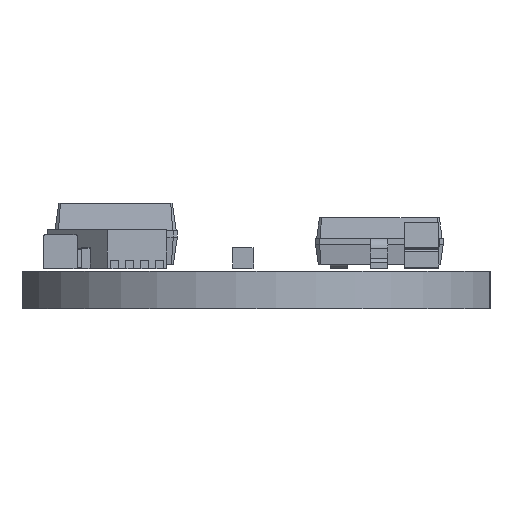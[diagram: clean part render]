
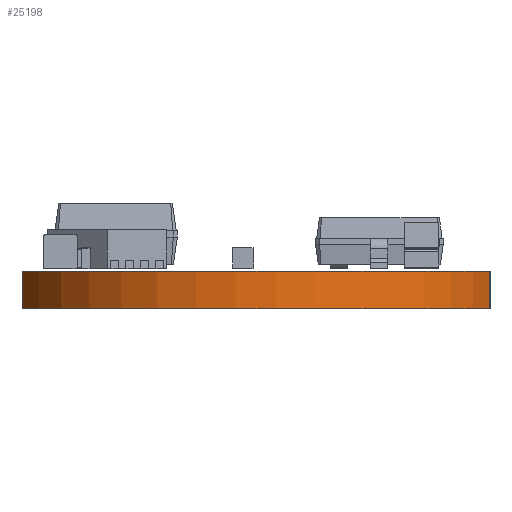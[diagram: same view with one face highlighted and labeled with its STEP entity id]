
A CAD part, left-side view. The second image highlights one B-rep face of the part: STEP entity #25198.
In plain terms, the highlighted cylindrical face has radius 5.843 mm (diameter 11.686 mm), a partial arc.
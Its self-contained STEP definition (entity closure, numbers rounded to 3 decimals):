
#25082 = EDGE_CURVE('',#25083,#25085,#25087,.T.);
#25083 = VERTEX_POINT('',#25084);
#25084 = CARTESIAN_POINT('',(-2.,-5.5,0.));
#25085 = VERTEX_POINT('',#25086);
#25086 = CARTESIAN_POINT('',(-2.,-5.5,0.89));
#25087 = SURFACE_CURVE('',#25088,(#25092,#25104),.PCURVE_S1.);
#25088 = LINE('',#25089,#25090);
#25089 = CARTESIAN_POINT('',(-2.,-5.5,0.));
#25090 = VECTOR('',#25091,1.);
#25091 = DIRECTION('',(0.,0.,1.));
#25092 = PCURVE('',#25093,#25098);
#25093 = PLANE('',#25094);
#25094 = AXIS2_PLACEMENT_3D('',#25095,#25096,#25097);
#25095 = CARTESIAN_POINT('',(-2.,-5.5,0.));
#25096 = DIRECTION('',(0.,1.,-0.));
#25097 = DIRECTION('',(1.,0.,0.));
#25098 = DEFINITIONAL_REPRESENTATION('',(#25099),#25103);
#25099 = LINE('',#25100,#25101);
#25100 = CARTESIAN_POINT('',(0.,0.));
#25101 = VECTOR('',#25102,1.);
#25102 = DIRECTION('',(0.,-1.));
#25103 = ( GEOMETRIC_REPRESENTATION_CONTEXT(2) 
PARAMETRIC_REPRESENTATION_CONTEXT() REPRESENTATION_CONTEXT('2D SPACE',''
  ) );
#25104 = PCURVE('',#25105,#25110);
#25105 = CYLINDRICAL_SURFACE('',#25106,5.843);
#25106 = AXIS2_PLACEMENT_3D('',#25107,#25108,#25109);
#25107 = CARTESIAN_POINT('',(-0.027,-0.,0.));
#25108 = DIRECTION('',(-0.,-0.,-1.));
#25109 = DIRECTION('',(1.,0.,-0.));
#25110 = DEFINITIONAL_REPRESENTATION('',(#25111),#25115);
#25111 = LINE('',#25112,#25113);
#25112 = CARTESIAN_POINT('',(-4.368,0.));
#25113 = VECTOR('',#25114,1.);
#25114 = DIRECTION('',(-0.,-1.));
#25115 = ( GEOMETRIC_REPRESENTATION_CONTEXT(2) 
PARAMETRIC_REPRESENTATION_CONTEXT() REPRESENTATION_CONTEXT('2D SPACE',''
  ) );
#25133 = PLANE('',#25134);
#25134 = AXIS2_PLACEMENT_3D('',#25135,#25136,#25137);
#25135 = CARTESIAN_POINT('',(4.888,0.,0.89));
#25136 = DIRECTION('',(0.,0.,1.));
#25137 = DIRECTION('',(1.,0.,-0.));
#25187 = PLANE('',#25188);
#25188 = AXIS2_PLACEMENT_3D('',#25189,#25190,#25191);
#25189 = CARTESIAN_POINT('',(4.888,0.,0.));
#25190 = DIRECTION('',(0.,0.,1.));
#25191 = DIRECTION('',(1.,0.,-0.));
#25198 = ADVANCED_FACE('',(#25199),#25105,.T.);
#25199 = FACE_BOUND('',#25200,.F.);
#25200 = EDGE_LOOP('',(#25201,#25231,#25253,#25254));
#25201 = ORIENTED_EDGE('',*,*,#25202,.T.);
#25202 = EDGE_CURVE('',#25203,#25205,#25207,.T.);
#25203 = VERTEX_POINT('',#25204);
#25204 = CARTESIAN_POINT('',(-2.,5.5,0.));
#25205 = VERTEX_POINT('',#25206);
#25206 = CARTESIAN_POINT('',(-2.,5.5,0.89));
#25207 = SURFACE_CURVE('',#25208,(#25212,#25219),.PCURVE_S1.);
#25208 = LINE('',#25209,#25210);
#25209 = CARTESIAN_POINT('',(-2.,5.5,0.));
#25210 = VECTOR('',#25211,1.);
#25211 = DIRECTION('',(0.,0.,1.));
#25212 = PCURVE('',#25105,#25213);
#25213 = DEFINITIONAL_REPRESENTATION('',(#25214),#25218);
#25214 = LINE('',#25215,#25216);
#25215 = CARTESIAN_POINT('',(-1.915,0.));
#25216 = VECTOR('',#25217,1.);
#25217 = DIRECTION('',(-0.,-1.));
#25218 = ( GEOMETRIC_REPRESENTATION_CONTEXT(2) 
PARAMETRIC_REPRESENTATION_CONTEXT() REPRESENTATION_CONTEXT('2D SPACE',''
  ) );
#25219 = PCURVE('',#25220,#25225);
#25220 = PLANE('',#25221);
#25221 = AXIS2_PLACEMENT_3D('',#25222,#25223,#25224);
#25222 = CARTESIAN_POINT('',(13.,5.5,0.));
#25223 = DIRECTION('',(0.,-1.,0.));
#25224 = DIRECTION('',(-1.,0.,0.));
#25225 = DEFINITIONAL_REPRESENTATION('',(#25226),#25230);
#25226 = LINE('',#25227,#25228);
#25227 = CARTESIAN_POINT('',(15.,0.));
#25228 = VECTOR('',#25229,1.);
#25229 = DIRECTION('',(0.,-1.));
#25230 = ( GEOMETRIC_REPRESENTATION_CONTEXT(2) 
PARAMETRIC_REPRESENTATION_CONTEXT() REPRESENTATION_CONTEXT('2D SPACE',''
  ) );
#25231 = ORIENTED_EDGE('',*,*,#25232,.T.);
#25232 = EDGE_CURVE('',#25205,#25085,#25233,.T.);
#25233 = SURFACE_CURVE('',#25234,(#25239,#25246),.PCURVE_S1.);
#25234 = CIRCLE('',#25235,5.843);
#25235 = AXIS2_PLACEMENT_3D('',#25236,#25237,#25238);
#25236 = CARTESIAN_POINT('',(-0.027,0.,0.89));
#25237 = DIRECTION('',(0.,0.,1.));
#25238 = DIRECTION('',(1.,0.,-0.));
#25239 = PCURVE('',#25105,#25240);
#25240 = DEFINITIONAL_REPRESENTATION('',(#25241),#25245);
#25241 = LINE('',#25242,#25243);
#25242 = CARTESIAN_POINT('',(-0.,-0.89));
#25243 = VECTOR('',#25244,1.);
#25244 = DIRECTION('',(-1.,0.));
#25245 = ( GEOMETRIC_REPRESENTATION_CONTEXT(2) 
PARAMETRIC_REPRESENTATION_CONTEXT() REPRESENTATION_CONTEXT('2D SPACE',''
  ) );
#25246 = PCURVE('',#25133,#25247);
#25247 = DEFINITIONAL_REPRESENTATION('',(#25248),#25252);
#25248 = CIRCLE('',#25249,5.843);
#25249 = AXIS2_PLACEMENT_2D('',#25250,#25251);
#25250 = CARTESIAN_POINT('',(-4.916,0.));
#25251 = DIRECTION('',(1.,0.));
#25252 = ( GEOMETRIC_REPRESENTATION_CONTEXT(2) 
PARAMETRIC_REPRESENTATION_CONTEXT() REPRESENTATION_CONTEXT('2D SPACE',''
  ) );
#25253 = ORIENTED_EDGE('',*,*,#25082,.F.);
#25254 = ORIENTED_EDGE('',*,*,#25255,.F.);
#25255 = EDGE_CURVE('',#25203,#25083,#25256,.T.);
#25256 = SURFACE_CURVE('',#25257,(#25262,#25269),.PCURVE_S1.);
#25257 = CIRCLE('',#25258,5.843);
#25258 = AXIS2_PLACEMENT_3D('',#25259,#25260,#25261);
#25259 = CARTESIAN_POINT('',(-0.027,-0.,0.));
#25260 = DIRECTION('',(0.,0.,1.));
#25261 = DIRECTION('',(1.,0.,-0.));
#25262 = PCURVE('',#25105,#25263);
#25263 = DEFINITIONAL_REPRESENTATION('',(#25264),#25268);
#25264 = LINE('',#25265,#25266);
#25265 = CARTESIAN_POINT('',(-0.,0.));
#25266 = VECTOR('',#25267,1.);
#25267 = DIRECTION('',(-1.,0.));
#25268 = ( GEOMETRIC_REPRESENTATION_CONTEXT(2) 
PARAMETRIC_REPRESENTATION_CONTEXT() REPRESENTATION_CONTEXT('2D SPACE',''
  ) );
#25269 = PCURVE('',#25187,#25270);
#25270 = DEFINITIONAL_REPRESENTATION('',(#25271),#25275);
#25271 = CIRCLE('',#25272,5.843);
#25272 = AXIS2_PLACEMENT_2D('',#25273,#25274);
#25273 = CARTESIAN_POINT('',(-4.916,0.));
#25274 = DIRECTION('',(1.,0.));
#25275 = ( GEOMETRIC_REPRESENTATION_CONTEXT(2) 
PARAMETRIC_REPRESENTATION_CONTEXT() REPRESENTATION_CONTEXT('2D SPACE',''
  ) );
